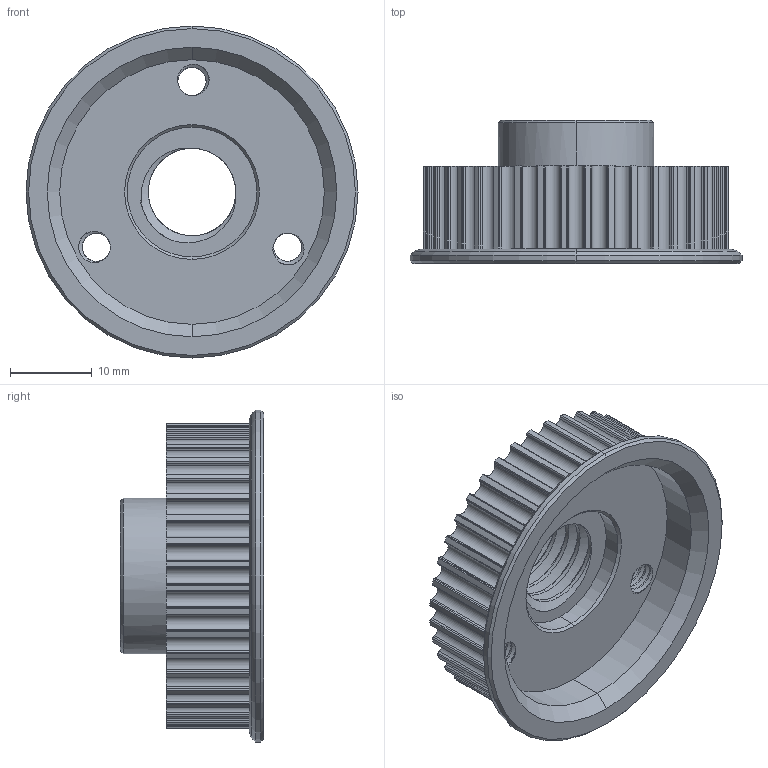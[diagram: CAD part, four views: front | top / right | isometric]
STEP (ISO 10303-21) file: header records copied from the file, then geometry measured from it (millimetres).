
FILE_DESCRIPTION (( 'STEP AP214' ), '1' );
FILE_NAME ('Weapon End Pully Single Peice.STEP', '2023-12-12T18:52:20', ( '' ), ( '' ), 'SwSTEP 2.0', 'SolidWorks 2023', '' );
FILE_SCHEMA (( 'AUTOMOTIVE_DESIGN' ));
Length unit declared in the file: inch
Products named in the file (1): Weapon End Pully Single Peice
Bounding box: 40.64 x 17.53 x 40.64 mm (x, y, z)
Volume: 6288.5 mm3; surface area: 6499.4 mm2
Topology: 1 solids, 1 shells, 449 faces, 1280 edges, 837 vertices
Faces by surface type: cylinder 364, cone 60, bspline 12, plane 9, torus 4
Entity records: 27882 total; most frequent: CARTESIAN_POINT 15933, DIRECTION 2676, ORIENTED_EDGE 2560, EDGE_CURVE 1280, AXIS2_PLACEMENT_3D 1131, VERTEX_POINT 837, CIRCLE 693, EDGE_LOOP 461
